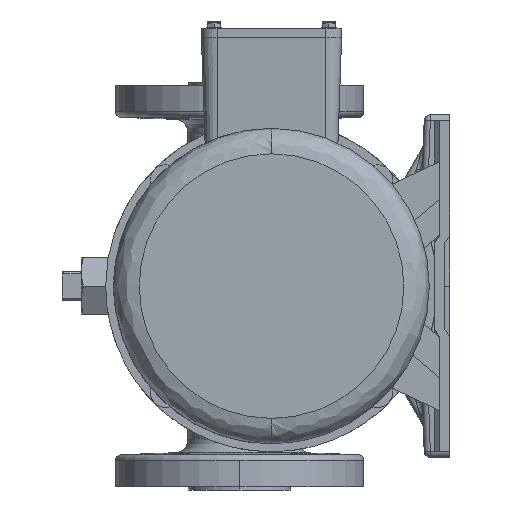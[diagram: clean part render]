
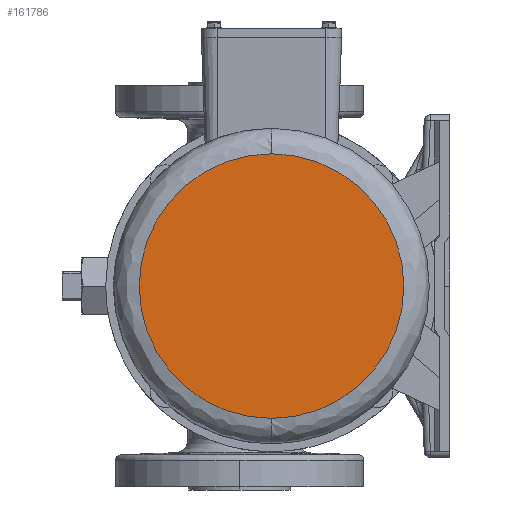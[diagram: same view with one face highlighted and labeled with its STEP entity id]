
A CAD part, left-side view. The second image highlights one B-rep face of the part: STEP entity #161786.
In plain terms, the highlighted free-form (B-spline) face has degree [1, 1] with [4, 2] control points.
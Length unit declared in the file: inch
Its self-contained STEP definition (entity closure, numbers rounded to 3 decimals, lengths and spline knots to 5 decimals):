
#2627 = VERTEX_POINT ( 'NONE', #9621 ) ;
#4270 = CARTESIAN_POINT ( 'NONE',  ( -19.95, -0.00177, -0.00177 ) ) ;
#9621 = CARTESIAN_POINT ( 'NONE',  ( -19.95, -0.00177, -2.59677 ) ) ;
#16320 = CARTESIAN_POINT ( 'NONE',  ( -19.95, -2.63694, 2.62437 ) ) ;
#21438 = AXIS2_PLACEMENT_3D ( 'NONE', #118515, #199275, #177148 ) ;
#35942 = CARTESIAN_POINT ( 'NONE',  ( -19.95, -2.59677, -2.62791 ) ) ;
#37594 = CARTESIAN_POINT ( 'NONE',  ( -19.95, 2.59323, 2.62437 ) ) ;
#39292 = CARTESIAN_POINT ( 'NONE',  ( -19.95, 2.63341, -2.62791 ) ) ;
#40347 = FACE_OUTER_BOUND ( 'NONE', #48775, .T. ) ;
#48475 = ORIENTED_EDGE ( 'NONE', *, *, #194081, .F. ) ;
#48775 = EDGE_LOOP ( 'NONE', ( #48475, #198416 ) ) ;
#77101 = EDGE_CURVE ( 'Defeatured_0_1245+Defeatured_0_1246+Defeatured_0_1246+Defeatured_0_1246', #2627, #145653, #157572, .T. ) ;
#84962 = AXIS2_PLACEMENT_3D ( 'NONE', #4270, #179673, #103931 ) ;
#93893 = CARTESIAN_POINT ( 'NONE',  ( -19.95, -2.59677, 2.62437 ) ) ;
#103931 = DIRECTION ( 'NONE',  ( 0., 0., 1. ) ) ;
#118515 = CARTESIAN_POINT ( 'NONE',  ( -19.95, -0.00177, -0.00177 ) ) ;
#145653 = VERTEX_POINT ( 'NONE', #226545 ) ;
#156032 = CARTESIAN_POINT ( 'NONE',  ( -19.95, -2.63694, -2.62791 ) ) ;
#157572 = CIRCLE ( 'NONE', #21438, 2.595 ) ;
#161786 = ADVANCED_FACE ( 'Defeatured_0_1246', ( #40347 ), #198718, .T. ) ;
#177148 = DIRECTION ( 'NONE',  ( 0., 0., 1. ) ) ;
#179673 = DIRECTION ( 'NONE',  ( 1., 0., 0. ) ) ;
#192581 = CARTESIAN_POINT ( 'NONE',  ( -19.95, 2.59323, -2.62791 ) ) ;
#194081 = EDGE_CURVE ( 'Defeatured_0_1245+Defeatured_0_1246+Defeatured_0_1246+Defeatured_0_1246', #145653, #2627, #219703, .T. ) ;
#198416 = ORIENTED_EDGE ( 'NONE', *, *, #77101, .F. ) ;
#198718 = B_SPLINE_SURFACE_WITH_KNOTS ( 'NONE', 1, 1, ( 
 ( #16320, #156032 ),
 ( #93893, #35942 ),
 ( #37594, #192581 ),
 ( #212205, #39292 ) ),
 .UNSPECIFIED., .F., .F., .F.,
 ( 2, 1, 1, 2 ),
 ( 2, 2 ),
 ( -0.00774, 0., 1., 1.00774 ),
 ( 0., 1. ),
 .UNSPECIFIED. ) ;
#199275 = DIRECTION ( 'NONE',  ( 1., 0., 0. ) ) ;
#212205 = CARTESIAN_POINT ( 'NONE',  ( -19.95, 2.63341, 2.62437 ) ) ;
#219703 = CIRCLE ( 'NONE', #84962, 2.595 ) ;
#226545 = CARTESIAN_POINT ( 'NONE',  ( -19.95, -0.00177, 2.59323 ) ) ;
